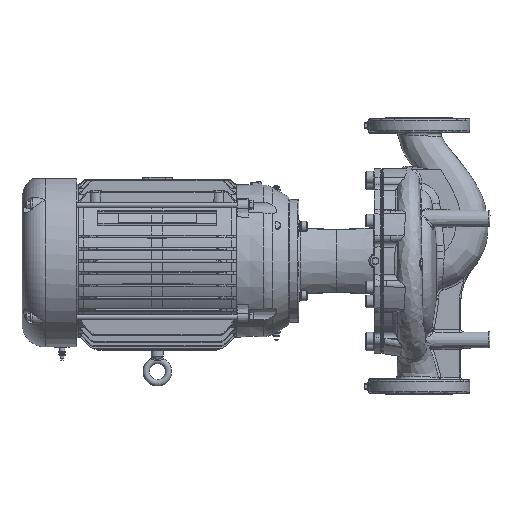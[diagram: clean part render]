
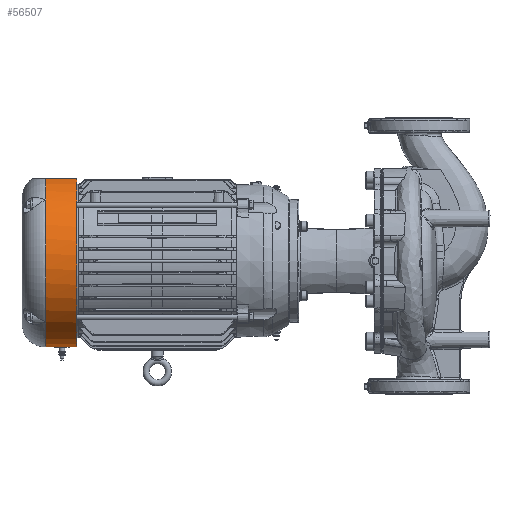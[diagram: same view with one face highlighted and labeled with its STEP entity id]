
A CAD part, left-side view. The second image highlights one B-rep face of the part: STEP entity #56507.
In plain terms, the highlighted cylindrical face has radius 162.306 mm (diameter 324.612 mm), a partial arc.
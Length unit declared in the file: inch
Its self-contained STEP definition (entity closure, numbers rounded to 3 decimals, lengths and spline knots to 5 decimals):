
#657=FACE_BOUND('',#12041,.T.);
#2745=CYLINDRICAL_SURFACE('',#61448,6.39);
#4818=CIRCLE('',#61449,6.39);
#4819=CIRCLE('',#61450,6.39);
#4820=CIRCLE('',#61451,6.39);
#4821=CIRCLE('',#61452,6.39);
#4822=CIRCLE('',#61453,6.39);
#4823=CIRCLE('',#61454,6.39);
#4824=CIRCLE('',#61455,6.39);
#9015=FACE_OUTER_BOUND('',#12040,.T.);
#12040=EDGE_LOOP('',(#47602,#47603,#47604,#47605,#47606,#47607,#47608,#47609,
#47610));
#12041=EDGE_LOOP('',(#47611,#47612));
#14428=B_SPLINE_CURVE_WITH_KNOTS('',3,(#167435,#167436,#167437,#167438,
#167439,#167440,#167441,#167442,#167443,#167444,#167445,#167446,#167447,
#167448,#167449,#167450,#167451,#167452),.UNSPECIFIED.,.F.,.F.,(4,2,2,2,
2,2,2,2,4),(-3.1002,-2.90644,-2.71268,-2.51892,
-2.32515,-2.13139,-1.93763,-1.74386,
-1.5501),.UNSPECIFIED.);
#14429=B_SPLINE_CURVE_WITH_KNOTS('',3,(#167453,#167454,#167455,#167456,
#167457,#167458,#167459,#167460,#167461,#167462,#167463,#167464,#167465,
#167466,#167467,#167468,#167469,#167470),.UNSPECIFIED.,.F.,.F.,(4,2,2,2,
2,2,2,2,4),(-1.5501,-1.35634,-1.16258,-0.96881,
-0.77505,-0.58129,-0.38753,-0.19376,
0.),.UNSPECIFIED.);
#17124=LINE('',#167324,#20262);
#17125=LINE('',#167362,#20263);
#20262=VECTOR('',#73515,39.37008);
#20263=VECTOR('',#73516,39.37008);
#25575=VERTEX_POINT('',#167322);
#25576=VERTEX_POINT('',#167323);
#25577=VERTEX_POINT('',#167325);
#25578=VERTEX_POINT('',#167361);
#25580=VERTEX_POINT('',#167366);
#25583=VERTEX_POINT('',#167387);
#25586=VERTEX_POINT('',#167408);
#25590=VERTEX_POINT('',#167432);
#25591=VERTEX_POINT('',#167434);
#25592=VERTEX_POINT('',#167476);
#25593=VERTEX_POINT('',#167478);
#33727=EDGE_CURVE('',#25575,#25576,#17124,.T.);
#33729=EDGE_CURVE('',#25577,#25578,#17125,.T.);
#33743=EDGE_CURVE('',#25591,#25590,#14428,.T.);
#33744=EDGE_CURVE('',#25590,#25591,#14429,.T.);
#33745=EDGE_CURVE('',#25578,#25575,#4818,.T.);
#33746=EDGE_CURVE('',#25577,#25586,#4819,.T.);
#33747=EDGE_CURVE('',#25586,#25583,#4820,.T.);
#33748=EDGE_CURVE('',#25583,#25580,#4821,.T.);
#33749=EDGE_CURVE('',#25580,#25592,#4822,.T.);
#33750=EDGE_CURVE('',#25592,#25593,#4823,.T.);
#33751=EDGE_CURVE('',#25593,#25576,#4824,.T.);
#47602=ORIENTED_EDGE('',*,*,#33727,.F.);
#47603=ORIENTED_EDGE('',*,*,#33745,.F.);
#47604=ORIENTED_EDGE('',*,*,#33729,.F.);
#47605=ORIENTED_EDGE('',*,*,#33746,.T.);
#47606=ORIENTED_EDGE('',*,*,#33747,.T.);
#47607=ORIENTED_EDGE('',*,*,#33748,.T.);
#47608=ORIENTED_EDGE('',*,*,#33749,.T.);
#47609=ORIENTED_EDGE('',*,*,#33750,.T.);
#47610=ORIENTED_EDGE('',*,*,#33751,.T.);
#47611=ORIENTED_EDGE('',*,*,#33743,.T.);
#47612=ORIENTED_EDGE('',*,*,#33744,.T.);
#56507=ADVANCED_FACE('',(#9015,#657),#2745,.T.);
#61448=AXIS2_PLACEMENT_3D('',#167471,#73537,#73538);
#61449=AXIS2_PLACEMENT_3D('',#167472,#73539,#73540);
#61450=AXIS2_PLACEMENT_3D('',#167473,#73541,#73542);
#61451=AXIS2_PLACEMENT_3D('',#167474,#73543,#73544);
#61452=AXIS2_PLACEMENT_3D('',#167475,#73545,#73546);
#61453=AXIS2_PLACEMENT_3D('',#167477,#73547,#73548);
#61454=AXIS2_PLACEMENT_3D('',#167479,#73549,#73550);
#61455=AXIS2_PLACEMENT_3D('',#167480,#73551,#73552);
#73515=DIRECTION('',(0.,1.,0.));
#73516=DIRECTION('',(0.,-1.,0.));
#73537=DIRECTION('center_axis',(0.,-1.,0.));
#73538=DIRECTION('ref_axis',(0.,0.,
-1.));
#73539=DIRECTION('center_axis',(0.,-1.,0.));
#73540=DIRECTION('ref_axis',(-1.,0.,0.));
#73541=DIRECTION('center_axis',(0.,-1.,0.));
#73542=DIRECTION('ref_axis',(-1.,0.,0.));
#73543=DIRECTION('center_axis',(0.,-1.,0.));
#73544=DIRECTION('ref_axis',(-1.,0.,0.));
#73545=DIRECTION('center_axis',(0.,-1.,0.));
#73546=DIRECTION('ref_axis',(-1.,0.,0.));
#73547=DIRECTION('center_axis',(0.,-1.,0.));
#73548=DIRECTION('ref_axis',(-1.,0.,0.));
#73549=DIRECTION('center_axis',(0.,-1.,0.));
#73550=DIRECTION('ref_axis',(-1.,0.,0.));
#73551=DIRECTION('center_axis',(0.,-1.,0.));
#73552=DIRECTION('ref_axis',(-1.,0.,0.));
#167322=CARTESIAN_POINT('',(1.90318,22.63967,6.1));
#167323=CARTESIAN_POINT('',(1.90318,24.93967,6.1));
#167324=CARTESIAN_POINT('',(1.90318,44.76332,6.1));
#167325=CARTESIAN_POINT('',(-1.90318,24.93967,6.1));
#167361=CARTESIAN_POINT('',(-1.90318,22.63967,6.1));
#167362=CARTESIAN_POINT('',(-1.90318,44.76332,6.1));
#167366=CARTESIAN_POINT('',(4.51841,24.93967,-4.51841));
#167387=CARTESIAN_POINT('',(-4.51841,24.93967,-4.51841));
#167408=CARTESIAN_POINT('',(-4.51841,24.93967,4.51841));
#167432=CARTESIAN_POINT('',(-0.2025,23.71754,-6.38679));
#167434=CARTESIAN_POINT('',(0.2025,23.71754,-6.38679));
#167435=CARTESIAN_POINT('Ctrl Pts',(0.2025,23.71754,
-6.38679));
#167436=CARTESIAN_POINT('Ctrl Pts',(0.2025,23.74297,
-6.38679));
#167437=CARTESIAN_POINT('Ctrl Pts',(0.19742,23.77009,-6.38696));
#167438=CARTESIAN_POINT('Ctrl Pts',(0.17675,23.81998,
-6.38756));
#167439=CARTESIAN_POINT('Ctrl Pts',(0.16117,23.84275,-6.38799));
#167440=CARTESIAN_POINT('Ctrl Pts',(0.12521,23.87871,
-6.3888));
#167441=CARTESIAN_POINT('Ctrl Pts',(0.10244,23.89429,
-6.38923));
#167442=CARTESIAN_POINT('Ctrl Pts',(0.05255,23.91496,
-6.38983));
#167443=CARTESIAN_POINT('Ctrl Pts',(0.02543,23.92004,
-6.39));
#167444=CARTESIAN_POINT('Ctrl Pts',(-0.02543,23.92004,
-6.39));
#167445=CARTESIAN_POINT('Ctrl Pts',(-0.05255,23.91496,
-6.38983));
#167446=CARTESIAN_POINT('Ctrl Pts',(-0.10244,23.89429,
-6.38923));
#167447=CARTESIAN_POINT('Ctrl Pts',(-0.12521,23.87871,
-6.3888));
#167448=CARTESIAN_POINT('Ctrl Pts',(-0.16117,23.84275,
-6.38799));
#167449=CARTESIAN_POINT('Ctrl Pts',(-0.17675,23.81998,
-6.38756));
#167450=CARTESIAN_POINT('Ctrl Pts',(-0.19742,23.77009,
-6.38696));
#167451=CARTESIAN_POINT('Ctrl Pts',(-0.2025,23.74297,
-6.38679));
#167452=CARTESIAN_POINT('Ctrl Pts',(-0.2025,23.71754,
-6.38679));
#167453=CARTESIAN_POINT('Ctrl Pts',(-0.2025,23.71754,
-6.38679));
#167454=CARTESIAN_POINT('Ctrl Pts',(-0.2025,23.69212,
-6.38679));
#167455=CARTESIAN_POINT('Ctrl Pts',(-0.19742,23.66499,
-6.38696));
#167456=CARTESIAN_POINT('Ctrl Pts',(-0.17675,23.6151,
-6.38756));
#167457=CARTESIAN_POINT('Ctrl Pts',(-0.16117,23.59233,
-6.38799));
#167458=CARTESIAN_POINT('Ctrl Pts',(-0.12521,23.55638,
-6.3888));
#167459=CARTESIAN_POINT('Ctrl Pts',(-0.10244,23.54079,
-6.38923));
#167460=CARTESIAN_POINT('Ctrl Pts',(-0.05255,23.52013,
-6.38983));
#167461=CARTESIAN_POINT('Ctrl Pts',(-0.02543,23.51504,
-6.39));
#167462=CARTESIAN_POINT('Ctrl Pts',(0.02543,23.51504,
-6.39));
#167463=CARTESIAN_POINT('Ctrl Pts',(0.05255,23.52013,
-6.38983));
#167464=CARTESIAN_POINT('Ctrl Pts',(0.10244,23.54079,-6.38923));
#167465=CARTESIAN_POINT('Ctrl Pts',(0.12521,23.55638,-6.3888));
#167466=CARTESIAN_POINT('Ctrl Pts',(0.16117,23.59233,
-6.38799));
#167467=CARTESIAN_POINT('Ctrl Pts',(0.17675,23.6151,-6.38756));
#167468=CARTESIAN_POINT('Ctrl Pts',(0.19742,23.66499,
-6.38696));
#167469=CARTESIAN_POINT('Ctrl Pts',(0.2025,23.69212,
-6.38679));
#167470=CARTESIAN_POINT('Ctrl Pts',(0.2025,23.71754,
-6.38679));
#167471=CARTESIAN_POINT('Origin',(0.,44.76332,
0.));
#167472=CARTESIAN_POINT('Origin',(0.,22.63967,
0.));
#167473=CARTESIAN_POINT('Origin',(0.,24.93967,
0.));
#167474=CARTESIAN_POINT('Origin',(0.,24.93967,
0.));
#167475=CARTESIAN_POINT('Origin',(0.,24.93967,
0.));
#167476=CARTESIAN_POINT('',(6.39,24.93967,0.));
#167477=CARTESIAN_POINT('Origin',(0.,24.93967,
0.));
#167478=CARTESIAN_POINT('',(4.51841,24.93967,4.51841));
#167479=CARTESIAN_POINT('Origin',(0.,24.93967,
0.));
#167480=CARTESIAN_POINT('Origin',(0.,24.93967,
0.));
